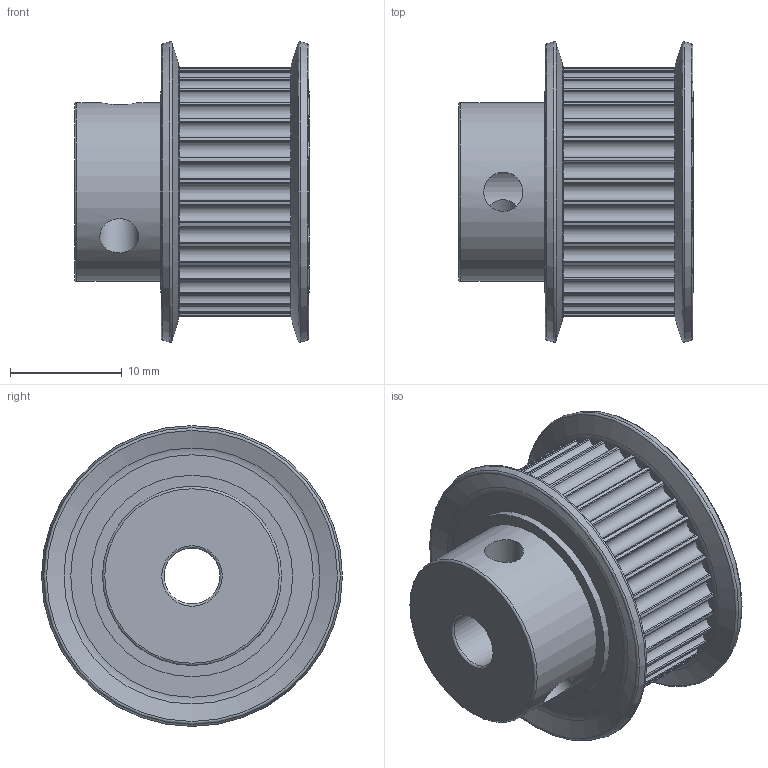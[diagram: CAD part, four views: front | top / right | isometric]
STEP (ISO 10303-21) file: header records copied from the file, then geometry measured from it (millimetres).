
FILE_DESCRIPTION(/* description */ (''),/* implementation_level */ '2;1');
FILE_NAME(/* name */ 'GT2 36T B5 W10 pulley.stp',/* time_stamp */ '2022-08-11T18:07:15+02:00',/* author */ ('alexz'),/* organization */ (''),/* preprocessor_version */ 'ST-DEVELOPER v19',/* originating_system */ 'Autodesk Inventor 2023',/* authorisation */ '');
FILE_SCHEMA (('AUTOMOTIVE_DESIGN { 1 0 10303 214 3 1 1 }'));
Length unit declared in the file: millimetre
Products named in the file (1): Pulley-36T
Bounding box: 21 x 26.9 x 26.9 mm (x, y, z)
Volume: 6120.2 mm3; surface area: 3493.3 mm2
Topology: 1 solids, 1 shells, 316 faces, 796 edges, 484 vertices
Faces by surface type: cylinder 150, plane 149, torus 11, cone 6
Full cylindrical faces by diameter (mm): 3.5 x2, 5 x1, 16 x1, 18 x2
Entity records: 9886 total; most frequent: DIRECTION 2049, CARTESIAN_POINT 1739, ORIENTED_EDGE 1592, AXIS2_PLACEMENT_3D 946, EDGE_CURVE 796, CIRCLE 629, VERTEX_POINT 484, EDGE_LOOP 324
